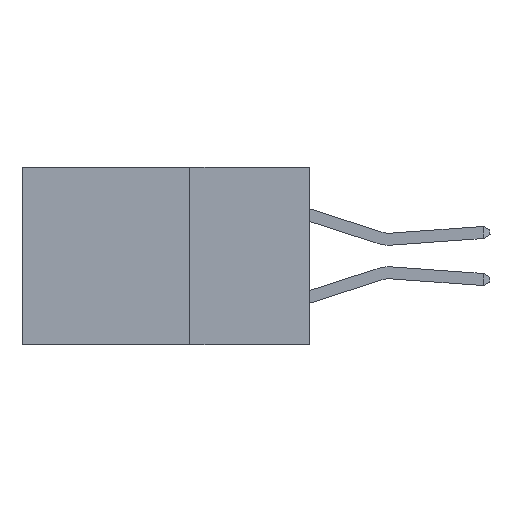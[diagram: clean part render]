
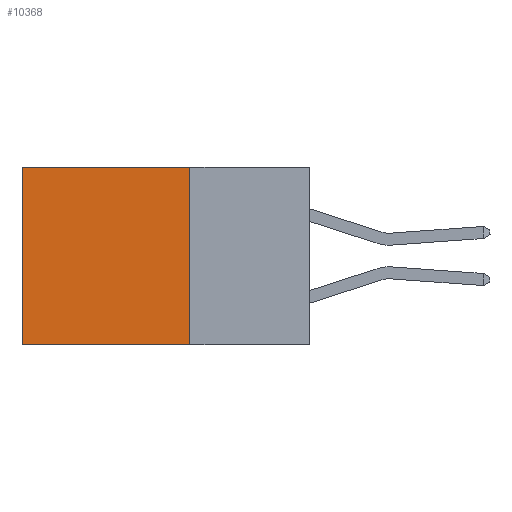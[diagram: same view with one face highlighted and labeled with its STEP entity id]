
A CAD part, left-side view. The second image highlights one B-rep face of the part: STEP entity #10368.
In plain terms, the highlighted planar face has unit normal (-1, 0, 0).
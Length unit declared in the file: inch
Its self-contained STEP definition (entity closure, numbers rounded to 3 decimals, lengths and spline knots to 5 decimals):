
#80 = LINE ( 'NONE', #11139, #742 ) ;
#655 = EDGE_LOOP ( 'NONE', ( #9668, #1325, #2299, #4645 ) ) ;
#673 = CARTESIAN_POINT ( 'NONE',  ( 0.298, 0.25, -0.37 ) ) ;
#742 = VECTOR ( 'NONE', #11062, 39.37008 ) ;
#1325 = ORIENTED_EDGE ( 'NONE', *, *, #8069, .F. ) ;
#1339 = DIRECTION ( 'NONE',  ( 0., 0., -1. ) ) ;
#1854 = CARTESIAN_POINT ( 'NONE',  ( 0.298, 0.25, 0. ) ) ;
#2299 = ORIENTED_EDGE ( 'NONE', *, *, #8852, .F. ) ;
#2808 = FACE_OUTER_BOUND ( 'NONE', #655, .T. ) ;
#3407 = VECTOR ( 'NONE', #6425, 39.37008 ) ;
#3451 = VERTEX_POINT ( 'NONE', #7095 ) ;
#4362 = AXIS2_PLACEMENT_3D ( 'NONE', #10739, #4917, #1339 ) ;
#4608 = LINE ( 'NONE', #1854, #7041 ) ;
#4618 = EDGE_CURVE ( 'NONE', #3451, #4627, #80, .T. ) ;
#4627 = VERTEX_POINT ( 'NONE', #5792 ) ;
#4645 = ORIENTED_EDGE ( 'NONE', *, *, #4618, .T. ) ;
#4648 = PLANE ( 'NONE',  #4362 ) ;
#4690 = CARTESIAN_POINT ( 'NONE',  ( 0.298, 0.6, 0. ) ) ;
#4787 = CARTESIAN_POINT ( 'NONE',  ( 0.298, 0.6, -0.37 ) ) ;
#4917 = DIRECTION ( 'NONE',  ( 1., 0., 0. ) ) ;
#5133 = CARTESIAN_POINT ( 'NONE',  ( 0.298, 0.25, -0.37 ) ) ;
#5792 = CARTESIAN_POINT ( 'NONE',  ( 0.298, 0.6, 0. ) ) ;
#6240 = DIRECTION ( 'NONE',  ( 0., 0., -1. ) ) ;
#6425 = DIRECTION ( 'NONE',  ( 0., 0., -1. ) ) ;
#6481 = VERTEX_POINT ( 'NONE', #4787 ) ;
#7041 = VECTOR ( 'NONE', #6240, 39.37008 ) ;
#7065 = VECTOR ( 'NONE', #9374, 39.37008 ) ;
#7095 = CARTESIAN_POINT ( 'NONE',  ( 0.298, 0.25, 0. ) ) ;
#7437 = EDGE_CURVE ( 'NONE', #4627, #6481, #8033, .T. ) ;
#8033 = LINE ( 'NONE', #4690, #3407 ) ;
#8069 = EDGE_CURVE ( 'NONE', #10263, #6481, #8846, .T. ) ;
#8846 = LINE ( 'NONE', #673, #7065 ) ;
#8852 = EDGE_CURVE ( 'NONE', #3451, #10263, #4608, .T. ) ;
#9374 = DIRECTION ( 'NONE',  ( 0., 1., 0. ) ) ;
#9668 = ORIENTED_EDGE ( 'NONE', *, *, #7437, .T. ) ;
#10263 = VERTEX_POINT ( 'NONE', #5133 ) ;
#10368 = ADVANCED_FACE ( 'NONE', ( #2808 ), #4648, .F. ) ;
#10739 = CARTESIAN_POINT ( 'NONE',  ( 0.298, 0.25, 0. ) ) ;
#11062 = DIRECTION ( 'NONE',  ( 0., 1., 0. ) ) ;
#11139 = CARTESIAN_POINT ( 'NONE',  ( 0.298, 0.25, 0. ) ) ;
